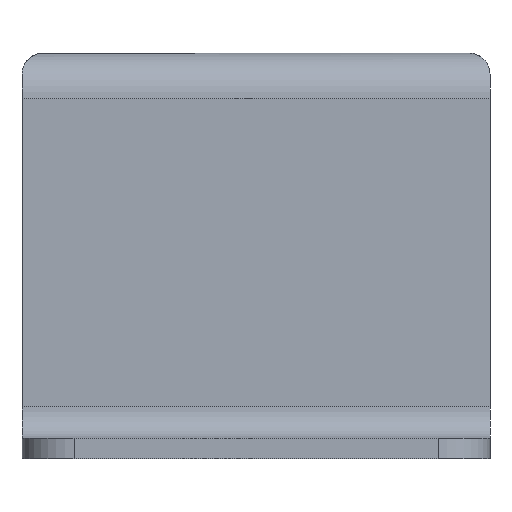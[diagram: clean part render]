
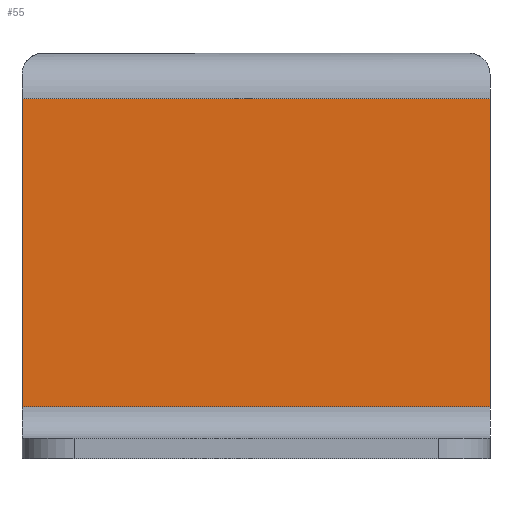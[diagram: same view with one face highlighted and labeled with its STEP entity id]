
A CAD part, front view. The second image highlights one B-rep face of the part: STEP entity #55.
In plain terms, the highlighted planar face has unit normal (0, -1, 0).
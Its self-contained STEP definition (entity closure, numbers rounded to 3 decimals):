
#55=ADVANCED_FACE('',(#235),#234,.T.);
#234=PLANE('',#559);
#235=FACE_OUTER_BOUND('',#560,.T.);
#556=CARTESIAN_POINT('',(-1.8,4.4,14.235));
#557=DIRECTION('',(0.,-1.,0.));
#558=DIRECTION('',(0.,0.,-1.));
#559=AXIS2_PLACEMENT_3D('',#556,#557,#558);
#560=EDGE_LOOP('',(#782,#783,#784,#785));
#782=ORIENTED_EDGE('',*,*,#931,.F.);
#783=ORIENTED_EDGE('',*,*,#963,.F.);
#784=ORIENTED_EDGE('',*,*,#933,.T.);
#785=ORIENTED_EDGE('',*,*,#905,.T.);
#905=EDGE_CURVE('',#1078,#1071,#1079,.T.);
#931=EDGE_CURVE('',#1249,#1071,#1256,.T.);
#933=EDGE_CURVE('',#1268,#1078,#1269,.T.);
#963=EDGE_CURVE('',#1268,#1249,#1470,.T.);
#1071=VERTEX_POINT('',#1784);
#1078=VERTEX_POINT('',#1789);
#1079=LINE('',#1790,#1791);
#1249=VERTEX_POINT('',#1902);
#1256=LINE('',#1907,#1908);
#1268=VERTEX_POINT('',#1913);
#1269=LINE('',#1914,#1915);
#1470=LINE('',#2035,#2036);
#1784=CARTESIAN_POINT('',(0.,4.4,13.05));
#1789=CARTESIAN_POINT('',(18.,4.4,13.05));
#1790=CARTESIAN_POINT('',(18.,4.4,13.05));
#1791=VECTOR('',#1792,18.);
#1792=DIRECTION('',(-1.,0.,0.));
#1902=CARTESIAN_POINT('',(0.,4.4,1.2));
#1907=CARTESIAN_POINT('',(0.,4.4,1.2));
#1908=VECTOR('',#1909,11.85);
#1909=DIRECTION('',(0.,0.,1.));
#1913=CARTESIAN_POINT('',(18.,4.4,1.2));
#1914=CARTESIAN_POINT('',(18.,4.4,1.2));
#1915=VECTOR('',#1916,11.85);
#1916=DIRECTION('',(0.,0.,1.));
#2035=CARTESIAN_POINT('',(18.,4.4,1.2));
#2036=VECTOR('',#2037,18.);
#2037=DIRECTION('',(-1.,0.,0.));
